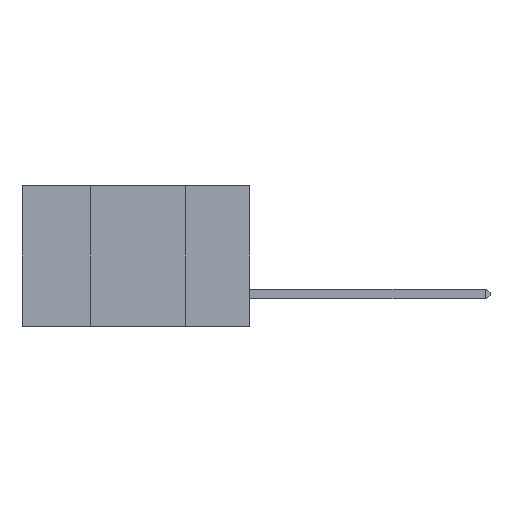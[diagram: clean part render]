
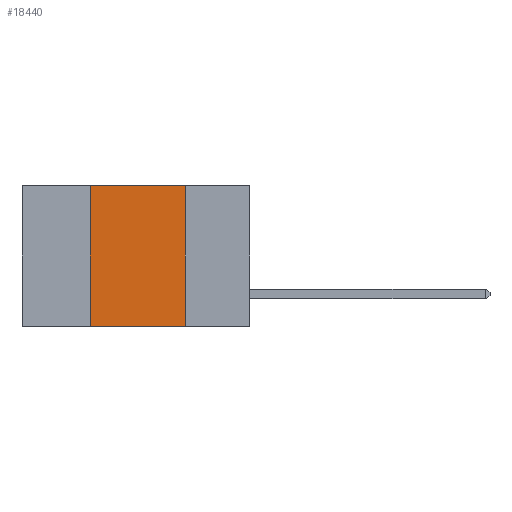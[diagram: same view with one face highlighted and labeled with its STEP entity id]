
A CAD part, left-side view. The second image highlights one B-rep face of the part: STEP entity #18440.
In plain terms, the highlighted planar face has unit normal (-1, 0, 0).
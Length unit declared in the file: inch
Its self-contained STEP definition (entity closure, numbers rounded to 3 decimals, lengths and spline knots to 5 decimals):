
#314 = AXIS2_PLACEMENT_3D ( 'NONE', #13501, #31352, #16044 ) ;
#386 = CARTESIAN_POINT ( 'NONE',  ( 0., 0.42, 0. ) ) ;
#669 = PLANE ( 'NONE',  #314 ) ;
#1844 = EDGE_CURVE ( 'NONE', #13450, #17862, #28160, .T. ) ;
#4660 = DIRECTION ( 'NONE',  ( 0., -1., 0. ) ) ;
#7494 = EDGE_CURVE ( 'NONE', #14780, #17862, #18347, .T. ) ;
#7869 = VECTOR ( 'NONE', #16692, 39.37008 ) ;
#8394 = EDGE_LOOP ( 'NONE', ( #13192, #21445, #19501, #28437 ) ) ;
#8978 = CARTESIAN_POINT ( 'NONE',  ( 0., 0.17, 0. ) ) ;
#11507 = DIRECTION ( 'NONE',  ( 0., 0., -1. ) ) ;
#11542 = VECTOR ( 'NONE', #11507, 39.37008 ) ;
#11560 = CARTESIAN_POINT ( 'NONE',  ( 0., 0.6, -0.37 ) ) ;
#13192 = ORIENTED_EDGE ( 'NONE', *, *, #7494, .F. ) ;
#13450 = VERTEX_POINT ( 'NONE', #26340 ) ;
#13501 = CARTESIAN_POINT ( 'NONE',  ( 0., 0.6, 0. ) ) ;
#14780 = VERTEX_POINT ( 'NONE', #16901 ) ;
#15059 = VERTEX_POINT ( 'NONE', #386 ) ;
#15647 = CARTESIAN_POINT ( 'NONE',  ( 0., 0.17, -0.37 ) ) ;
#16044 = DIRECTION ( 'NONE',  ( 0., 0., -1. ) ) ;
#16692 = DIRECTION ( 'NONE',  ( 0., -1., 0. ) ) ;
#16901 = CARTESIAN_POINT ( 'NONE',  ( 0., 0.17, 0. ) ) ;
#17862 = VERTEX_POINT ( 'NONE', #15647 ) ;
#18163 = EDGE_CURVE ( 'NONE', #15059, #14780, #22103, .T. ) ;
#18347 = LINE ( 'NONE', #8978, #11542 ) ;
#18440 = ADVANCED_FACE ( 'NONE', ( #19294 ), #669, .F. ) ;
#19156 = EDGE_CURVE ( 'NONE', #13450, #15059, #25623, .T. ) ;
#19294 = FACE_OUTER_BOUND ( 'NONE', #8394, .T. ) ;
#19501 = ORIENTED_EDGE ( 'NONE', *, *, #19156, .F. ) ;
#19878 = CARTESIAN_POINT ( 'NONE',  ( 0., 0.6, 0. ) ) ;
#21445 = ORIENTED_EDGE ( 'NONE', *, *, #18163, .F. ) ;
#22103 = LINE ( 'NONE', #19878, #22916 ) ;
#22916 = VECTOR ( 'NONE', #4660, 39.37008 ) ;
#24823 = VECTOR ( 'NONE', #31422, 39.37008 ) ;
#25623 = LINE ( 'NONE', #28842, #24823 ) ;
#26340 = CARTESIAN_POINT ( 'NONE',  ( 0., 0.42, -0.37 ) ) ;
#28160 = LINE ( 'NONE', #11560, #7869 ) ;
#28437 = ORIENTED_EDGE ( 'NONE', *, *, #1844, .T. ) ;
#28842 = CARTESIAN_POINT ( 'NONE',  ( 0., 0.42, 0. ) ) ;
#31352 = DIRECTION ( 'NONE',  ( 1., 0., 0. ) ) ;
#31422 = DIRECTION ( 'NONE',  ( 0., 0., 1. ) ) ;
